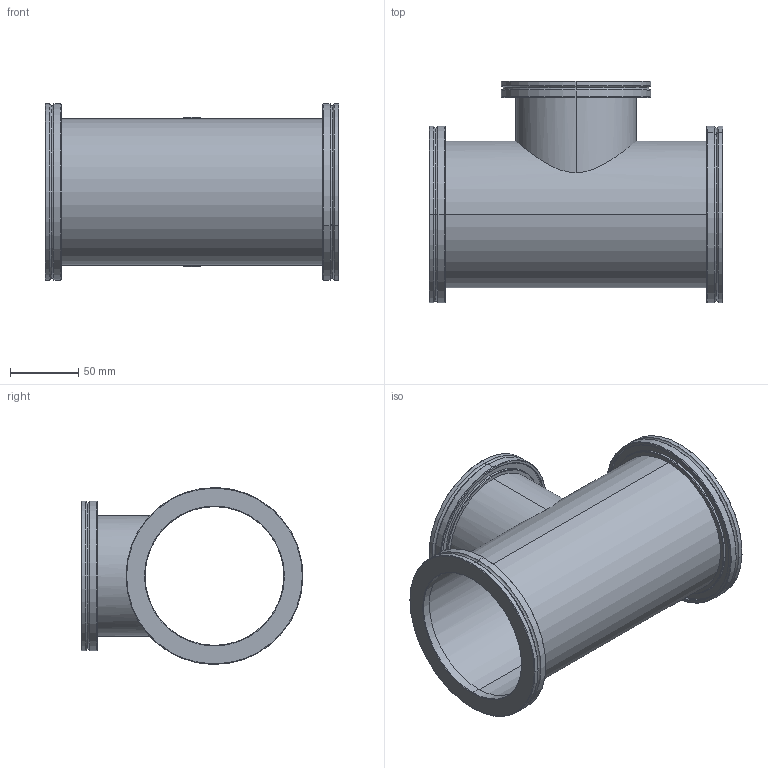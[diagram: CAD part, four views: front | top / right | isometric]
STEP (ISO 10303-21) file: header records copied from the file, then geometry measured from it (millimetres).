
FILE_DESCRIPTION (( 'STEP AP214' ), '1' );
FILE_NAME ('Hositrad_ISO100-80TR.STEP', '2017-06-07T07:27:58', ( 'Gebruiker' ), ( '' ), 'SwSTEP 2.0', 'SolidWorks 2017', '' );
FILE_SCHEMA (( 'AUTOMOTIVE_DESIGN' ));
Length unit declared in the file: millimetre
Products named in the file (4): ISO-K-Weld-All_ISO80-89; ISO-K_Reducing-Tee_All_ISO100-80TR; ISO-K-Weld-All_ISO100-108; Hositrad_ISO100-80TR
Assembly tree (4 placements, depth 2):
  Hositrad_ISO100-80TR
    ISO-K_Reducing-Tee_All_ISO100-80TR
    ISO-K-Weld-All_ISO80-89
    ISO-K-Weld-All_ISO100-108  x2
Bounding box: 216 x 163 x 130 mm (x, y, z)
Volume: 289034.2 mm3; surface area: 209186.8 mm2
Topology: 4 solids, 4 shells, 104 faces, 210 edges, 124 vertices
Faces by surface type: cylinder 44, cone 30, plane 18, torus 12
Entity records: 2396 total; most frequent: CARTESIAN_POINT 624, DIRECTION 396, ORIENTED_EDGE 296, AXIS2_PLACEMENT_3D 172, EDGE_CURVE 148, CIRCLE 92, VERTEX_POINT 88, EDGE_LOOP 88
